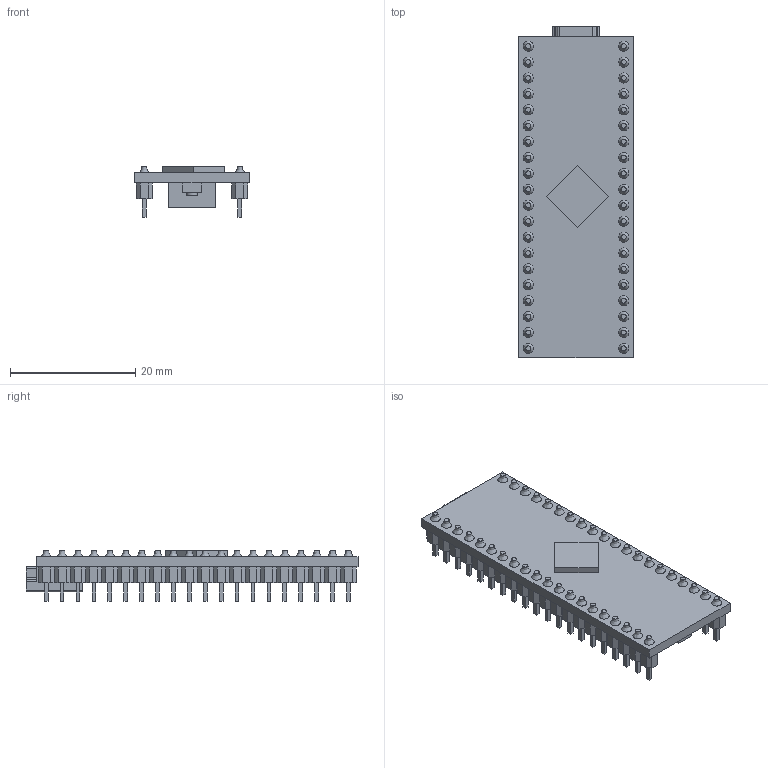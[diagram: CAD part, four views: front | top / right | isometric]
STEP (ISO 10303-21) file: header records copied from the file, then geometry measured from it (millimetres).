
FILE_DESCRIPTION(('FreeCAD Model'),'2;1');
FILE_NAME('maple_mini_reverse_v13_sp.step', '2018-10-29T11:33:49',('kicad StepUp'),('ksu MCAD'), 'Open CASCADE STEP processor 7.2','FreeCAD','Unknown');
FILE_SCHEMA(('AUTOMOTIVE_DESIGN { 1 0 10303 214 1 1 1 1 }'));
Length unit declared in the file: millimetre
Products named in the file (1): maple_mini_reverse_v13_sp
Bounding box: 18.29 x 53.01 x 8.1 mm (x, y, z)
Volume: 2347 mm3; surface area: 3585.1 mm2
Topology: 2 solids, 2 shells, 594 faces, 1502 edges, 1000 vertices
Faces by surface type: plane 536, bspline 40, cylinder 18
Full cylindrical faces by diameter (mm): 1.8 x2
Entity records: 22580 total; most frequent: CARTESIAN_POINT 4217, ORIENTED_EDGE 3004, DIRECTION 2688, EDGE_CURVE 1502, LINE 1346, VECTOR 1346, VERTEX_POINT 1000, FACE_BOUND 682
